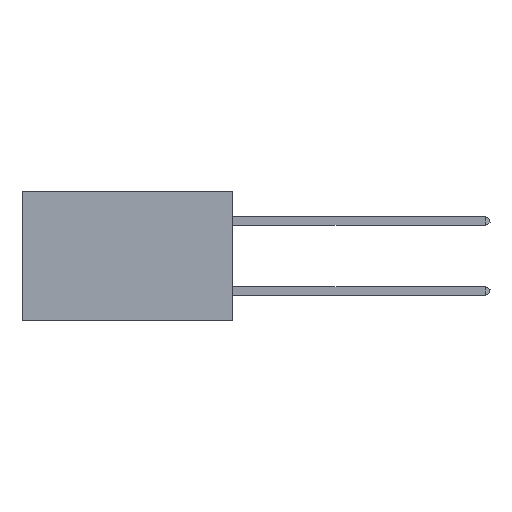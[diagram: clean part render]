
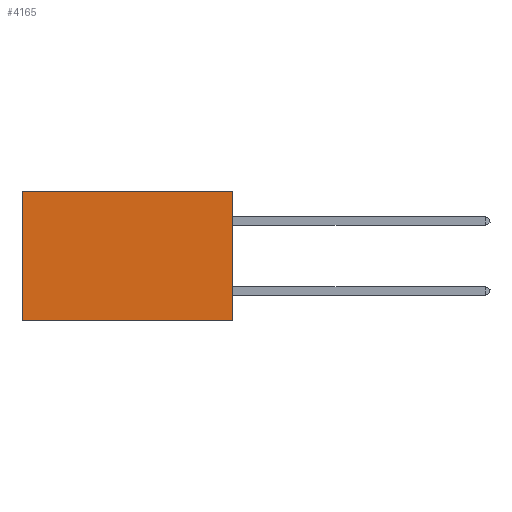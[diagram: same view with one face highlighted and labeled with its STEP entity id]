
A CAD part, left-side view. The second image highlights one B-rep face of the part: STEP entity #4165.
In plain terms, the highlighted planar face has unit normal (-1, 0, 0).
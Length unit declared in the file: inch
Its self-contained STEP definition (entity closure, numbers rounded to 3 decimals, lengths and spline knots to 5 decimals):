
#233 = VECTOR ( 'NONE', #379, 39.37008 ) ;
#379 = DIRECTION ( 'NONE',  ( 0., 1., 0. ) ) ;
#471 = LINE ( 'NONE', #3895, #5000 ) ;
#630 = LINE ( 'NONE', #4191, #1754 ) ;
#1754 = VECTOR ( 'NONE', #3262, 39.37008 ) ;
#2158 = DIRECTION ( 'NONE',  ( 0., 1., 0. ) ) ;
#2597 = VERTEX_POINT ( 'NONE', #3263 ) ;
#2863 = DIRECTION ( 'NONE',  ( 0., 0., -1. ) ) ;
#3063 = CARTESIAN_POINT ( 'NONE',  ( 0.2875, 0., -0.37 ) ) ;
#3262 = DIRECTION ( 'NONE',  ( 0., 0., -1. ) ) ;
#3263 = CARTESIAN_POINT ( 'NONE',  ( 0.2875, 0., -0.37 ) ) ;
#3423 = PLANE ( 'NONE',  #8855 ) ;
#3477 = LINE ( 'NONE', #4858, #6458 ) ;
#3895 = CARTESIAN_POINT ( 'NONE',  ( 0.2875, 0., 0. ) ) ;
#3897 = EDGE_LOOP ( 'NONE', ( #7468, #11351, #11136, #11116 ) ) ;
#4165 = ADVANCED_FACE ( 'NONE', ( #10716 ), #3423, .F. ) ;
#4191 = CARTESIAN_POINT ( 'NONE',  ( 0.2875, 0.6, 0. ) ) ;
#4261 = CARTESIAN_POINT ( 'NONE',  ( 0.2875, 0., 0. ) ) ;
#4576 = VERTEX_POINT ( 'NONE', #6636 ) ;
#4858 = CARTESIAN_POINT ( 'NONE',  ( 0.2875, 0., 0. ) ) ;
#5000 = VECTOR ( 'NONE', #2863, 39.37008 ) ;
#5095 = CARTESIAN_POINT ( 'NONE',  ( 0.2875, 0., 0. ) ) ;
#5127 = DIRECTION ( 'NONE',  ( 1., 0., 0. ) ) ;
#5168 = VERTEX_POINT ( 'NONE', #5414 ) ;
#5414 = CARTESIAN_POINT ( 'NONE',  ( 0.2875, 0.6, 0. ) ) ;
#5948 = EDGE_CURVE ( 'NONE', #2597, #4576, #8289, .T. ) ;
#6458 = VECTOR ( 'NONE', #2158, 39.37008 ) ;
#6636 = CARTESIAN_POINT ( 'NONE',  ( 0.2875, 0.6, -0.37 ) ) ;
#7166 = EDGE_CURVE ( 'NONE', #7884, #5168, #3477, .T. ) ;
#7353 = EDGE_CURVE ( 'NONE', #7884, #2597, #471, .T. ) ;
#7468 = ORIENTED_EDGE ( 'NONE', *, *, #10034, .T. ) ;
#7884 = VERTEX_POINT ( 'NONE', #4261 ) ;
#8289 = LINE ( 'NONE', #3063, #233 ) ;
#8855 = AXIS2_PLACEMENT_3D ( 'NONE', #5095, #5127, #9691 ) ;
#9691 = DIRECTION ( 'NONE',  ( 0., 0., -1. ) ) ;
#10034 = EDGE_CURVE ( 'NONE', #5168, #4576, #630, .T. ) ;
#10716 = FACE_OUTER_BOUND ( 'NONE', #3897, .T. ) ;
#11116 = ORIENTED_EDGE ( 'NONE', *, *, #7166, .T. ) ;
#11136 = ORIENTED_EDGE ( 'NONE', *, *, #7353, .F. ) ;
#11351 = ORIENTED_EDGE ( 'NONE', *, *, #5948, .F. ) ;
